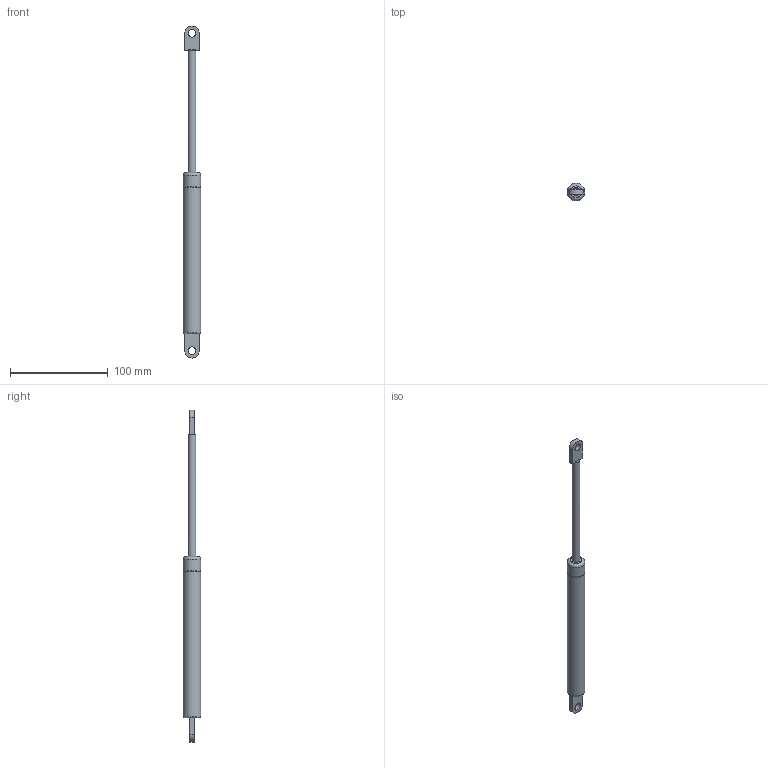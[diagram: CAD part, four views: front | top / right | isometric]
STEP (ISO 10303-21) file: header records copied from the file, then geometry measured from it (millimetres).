
FILE_DESCRIPTION(/* description */ ('MOLLA GAS 100N 120x325 D.8'),/* implementation_level */ '2;1');
FILE_NAME(/* name */ 'CMLGS0000066.stp',/* time_stamp */ '2022-11-16T14:29:36+01:00',/* author */ ('tecnico7'),/* organization */ (''),/* preprocessor_version */ 'ST-DEVELOPER v18.1',/* originating_system */ 'Autodesk Inventor 2022',/* authorisation */ '');
FILE_SCHEMA (('AUTOMOTIVE_DESIGN { 1 0 10303 214 3 1 1 }'));
Length unit declared in the file: millimetre
Products named in the file (3): CMLGS0000066; 3DTM0001472; 3DTM0001471
Assembly tree (2 placements, depth 2):
  CMLGS0000066
    3DTM0001472
    3DTM0001471
Bounding box: 18 x 18 x 340 mm (x, y, z)
Volume: 51138.6 mm3; surface area: 14992.3 mm2
Topology: 2 solids, 2 shells, 29 faces, 65 edges, 43 vertices
Faces by surface type: plane 17, cylinder 10, torus 2
Full cylindrical faces by diameter (mm): 8 x3, 17 x1, 18 x2
Entity records: 990 total; most frequent: CARTESIAN_POINT 194, DIRECTION 154, ORIENTED_EDGE 130, EDGE_CURVE 65, AXIS2_PLACEMENT_3D 59, VERTEX_POINT 43, LINE 36, VECTOR 36
